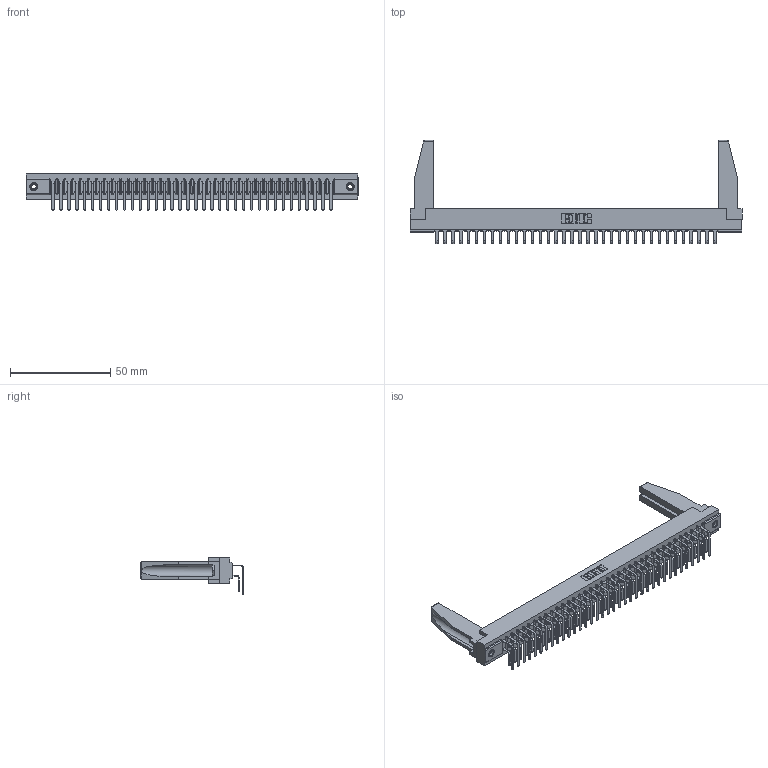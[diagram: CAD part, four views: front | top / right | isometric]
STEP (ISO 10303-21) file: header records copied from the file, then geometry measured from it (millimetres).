
FILE_DESCRIPTION (( 'STEP AP203' ), '1' );
FILE_NAME ('357-036-459-178.STEP', '2020-10-02T17:07:52', ( '' ), ( '' ), 'SwSTEP 2.0', 'SolidWorks 2020', '' );
FILE_SCHEMA (( 'CONFIG_CONTROL_DESIGN' ));
Length unit declared in the file: inch
Products named in the file (6): 307-290-001_559 - 2 (Single); 307-220-078; 357-036-459-178; 307 Part_.156 Dia Mounting Holes; 345-250-001_345-250-001-102; 307-290-001_558 559 - 1 (Single)
Assembly tree (77 placements, depth 2):
  357-036-459-178
    307 Part_.156 Dia Mounting Holes
    307-290-001_558 559 - 1 (Single)  x36
    307-290-001_559 - 2 (Single)  x36
    307-220-078  x2
    345-250-001_345-250-001-102  x2
Bounding box: 165.66 x 51.4 x 18.07 mm (x, y, z)
Volume: 21885.9 mm3; surface area: 27457.5 mm2
Topology: 77 solids, 77 shells, 3885 faces, 10877 edges, 7046 vertices
Faces by surface type: plane 2530, cylinder 1265, sphere 74, cone 12, torus 4
Entity records: 36640 total; most frequent: CARTESIAN_POINT 6008, ORIENTED_EDGE 5912, DIRECTION 5840, EDGE_CURVE 2956, VECTOR 2268, LINE 2268, VERTEX_POINT 1912, AXIS2_PLACEMENT_3D 1786
